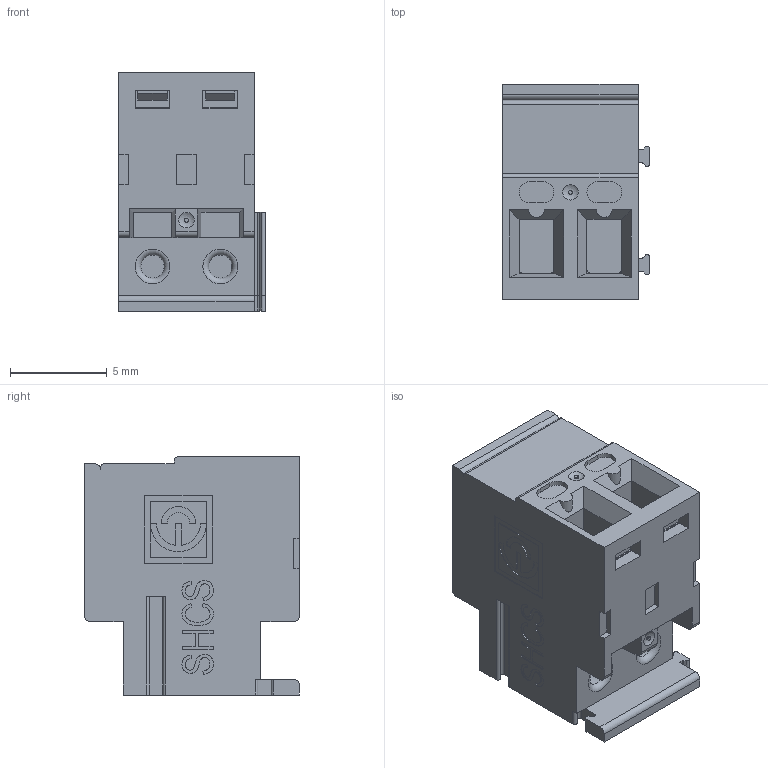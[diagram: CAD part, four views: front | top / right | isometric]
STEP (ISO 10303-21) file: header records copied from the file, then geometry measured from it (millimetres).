
FILE_DESCRIPTION(('STEP AP214'),'1');
FILE_NAME('SHCS02-3,5-Q.stp','2024-04-04T09:11:15',(' '),(' '),'Spatial InterOp 3D',' ',' ');
FILE_SCHEMA(('AUTOMOTIVE_DESIGN { 1 0 10303 214 1 1 1 1 }'));
Length unit declared in the file: metre
Products named in the file (1): 1712284325
Bounding box: 7.58 x 11.1 x 12.3 mm (x, y, z)
Volume: 674 mm3; surface area: 903.8 mm2
Topology: 1 solids, 1 shells, 361 faces, 991 edges, 658 vertices
Faces by surface type: plane 218, extrusion 79, cylinder 58, cone 2, torus 2, bspline 2
Full cylindrical faces by diameter (mm): 0.2 x2, 1.2 x4, 2.8 x2, 3 x2
Entity records: 14262 total; most frequent: CARTESIAN_POINT 2510, ORIENTED_EDGE 1924, DIRECTION 1577, EDGE_CURVE 962, VECTOR 749, LINE 670, VERTEX_POINT 645, AXIS2_PLACEMENT_3D 414
